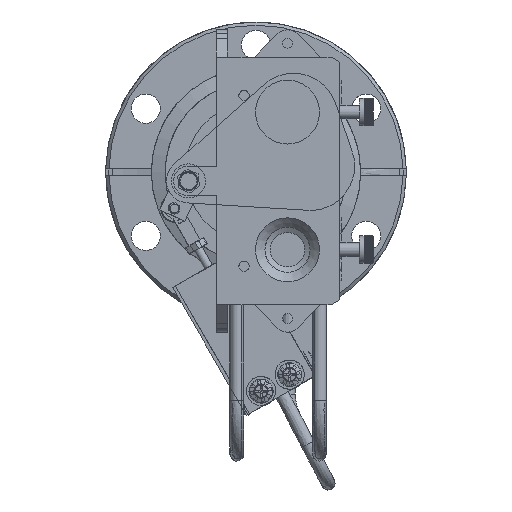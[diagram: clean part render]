
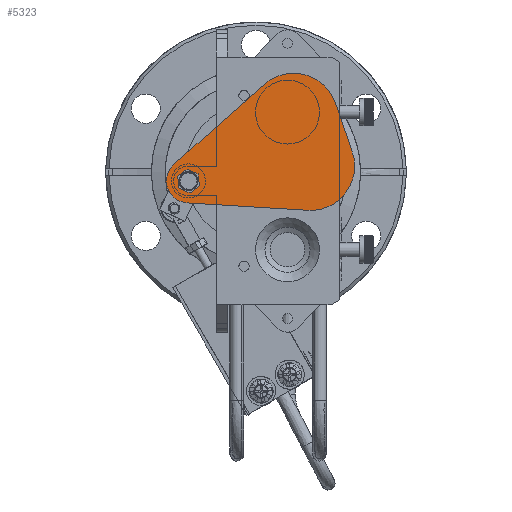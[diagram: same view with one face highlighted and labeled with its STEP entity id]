
A CAD part, front view. The second image highlights one B-rep face of the part: STEP entity #5323.
In plain terms, the highlighted planar face has unit normal (0, -1, 0).
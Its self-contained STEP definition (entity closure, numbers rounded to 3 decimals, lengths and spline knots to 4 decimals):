
#5323=ADVANCED_FACE('',(#14515,#14516),#7357,.F.);
#7357=PLANE('',#40715);
#9610=LINE('',#61765,#12593);
#9614=LINE('',#61777,#12597);
#9618=LINE('',#61789,#12601);
#9620=LINE('',#61793,#12603);
#9621=LINE('',#61796,#12604);
#9622=LINE('',#61798,#12605);
#9623=LINE('',#61800,#12606);
#9624=LINE('',#61802,#12607);
#9625=LINE('',#61804,#12608);
#12593=VECTOR('',#48172,1.);
#12597=VECTOR('',#48184,1.);
#12601=VECTOR('',#48196,1.);
#12603=VECTOR('',#48202,1.);
#12604=VECTOR('',#48203,1.);
#12605=VECTOR('',#48204,1.);
#12606=VECTOR('',#48205,1.);
#12607=VECTOR('',#48206,1.);
#12608=VECTOR('',#48207,1.);
#14515=FACE_BOUND('',#16255,.T.);
#14516=FACE_BOUND('',#16256,.T.);
#16255=EDGE_LOOP('',(#22790,#22791,#22792,#22793,#22794,#22795));
#16256=EDGE_LOOP('',(#22796,#22797,#22798,#22799,#22800,#22801));
#22790=ORIENTED_EDGE('',*,*,#34098,.T.);
#22791=ORIENTED_EDGE('',*,*,#34099,.T.);
#22792=ORIENTED_EDGE('',*,*,#34100,.T.);
#22793=ORIENTED_EDGE('',*,*,#34101,.T.);
#22794=ORIENTED_EDGE('',*,*,#34102,.T.);
#22795=ORIENTED_EDGE('',*,*,#34103,.T.);
#22796=ORIENTED_EDGE('',*,*,#34080,.F.);
#22797=ORIENTED_EDGE('',*,*,#34096,.F.);
#22798=ORIENTED_EDGE('',*,*,#34093,.F.);
#22799=ORIENTED_EDGE('',*,*,#34090,.F.);
#22800=ORIENTED_EDGE('',*,*,#34087,.F.);
#22801=ORIENTED_EDGE('',*,*,#34084,.F.);
#29917=VERTEX_POINT('',#61757);
#29918=VERTEX_POINT('',#61758);
#29921=VERTEX_POINT('',#61766);
#29923=VERTEX_POINT('',#61772);
#29925=VERTEX_POINT('',#61778);
#29927=VERTEX_POINT('',#61784);
#29929=VERTEX_POINT('',#61794);
#29930=VERTEX_POINT('',#61795);
#29931=VERTEX_POINT('',#61797);
#29932=VERTEX_POINT('',#61799);
#29933=VERTEX_POINT('',#61801);
#29934=VERTEX_POINT('',#61803);
#34080=EDGE_CURVE('',#29917,#29918,#37784,.T.);
#34084=EDGE_CURVE('',#29918,#29921,#9610,.T.);
#34087=EDGE_CURVE('',#29921,#29923,#37786,.T.);
#34090=EDGE_CURVE('',#29923,#29925,#9614,.T.);
#34093=EDGE_CURVE('',#29925,#29927,#37788,.T.);
#34096=EDGE_CURVE('',#29927,#29917,#9618,.T.);
#34098=EDGE_CURVE('',#29929,#29930,#9620,.T.);
#34099=EDGE_CURVE('',#29930,#29931,#9621,.T.);
#34100=EDGE_CURVE('',#29931,#29932,#9622,.T.);
#34101=EDGE_CURVE('',#29932,#29933,#9623,.T.);
#34102=EDGE_CURVE('',#29933,#29934,#9624,.T.);
#34103=EDGE_CURVE('',#29934,#29929,#9625,.T.);
#37784=CIRCLE('',#40702,0.4);
#37786=CIRCLE('',#40706,0.2);
#37788=CIRCLE('',#40710,0.4);
#40702=AXIS2_PLACEMENT_3D('',#61756,#48164,#48165);
#40706=AXIS2_PLACEMENT_3D('',#61771,#48177,#48178);
#40710=AXIS2_PLACEMENT_3D('',#61783,#48189,#48190);
#40715=AXIS2_PLACEMENT_3D('',#61805,#48208,#48209);
#48164=DIRECTION('',(0.,1.,0.));
#48165=DIRECTION('',(0.998,0.,-0.061));
#48172=DIRECTION('',(-0.998,0.,0.061));
#48177=DIRECTION('',(0.,1.,0.));
#48178=DIRECTION('',(0.998,0.,-0.061));
#48184=DIRECTION('',(0.749,0.,0.663));
#48189=DIRECTION('',(0.,1.,0.));
#48190=DIRECTION('',(0.998,0.,-0.061));
#48196=DIRECTION('',(0.326,0.,-0.945));
#48202=DIRECTION('',(-0.924,0.,0.383));
#48203=DIRECTION('',(-0.13,0.,0.991));
#48204=DIRECTION('',(0.794,0.,0.608));
#48205=DIRECTION('',(0.924,0.,-0.383));
#48206=DIRECTION('',(0.13,0.,-0.991));
#48207=DIRECTION('',(-0.794,0.,-0.608));
#48208=DIRECTION('',(0.,1.,0.));
#48209=DIRECTION('',(0.998,0.,-0.061));
#61756=CARTESIAN_POINT('',(0.4963,-25.295,0.054));
#61757=CARTESIAN_POINT('',(0.8743,-25.295,0.1846));
#61758=CARTESIAN_POINT('',(0.4719,-25.295,-0.3452));
#61765=CARTESIAN_POINT('',(0.4719,-25.295,-0.3452));
#61766=CARTESIAN_POINT('',(-0.6261,-25.295,-0.2782));
#61771=CARTESIAN_POINT('',(-0.6139,-25.295,-0.0785));
#61772=CARTESIAN_POINT('',(-0.7464,-25.295,0.0713));
#61777=CARTESIAN_POINT('',(-0.7464,-25.295,0.0713));
#61778=CARTESIAN_POINT('',(0.0771,-25.295,0.7999));
#61783=CARTESIAN_POINT('',(0.3422,-25.295,0.5003));
#61784=CARTESIAN_POINT('',(0.7203,-25.295,0.6308));
#61789=CARTESIAN_POINT('',(0.7203,-25.295,0.6308));
#61793=CARTESIAN_POINT('',(0.2502,-25.295,-0.5393));
#61794=CARTESIAN_POINT('',(-0.5984,-25.295,-0.1874));
#61795=CARTESIAN_POINT('',(-0.6982,-25.295,-0.1461));
#61796=CARTESIAN_POINT('',(-0.7038,-25.295,-0.1035));
#61797=CARTESIAN_POINT('',(-0.7122,-25.295,-0.039));
#61798=CARTESIAN_POINT('',(0.0938,-25.295,0.579));
#61799=CARTESIAN_POINT('',(-0.6265,-25.295,0.0267));
#61800=CARTESIAN_POINT('',(0.3218,-25.295,-0.3666));
#61801=CARTESIAN_POINT('',(-0.5268,-25.295,-0.0147));
#61802=CARTESIAN_POINT('',(-0.5184,-25.295,-0.0791));
#61803=CARTESIAN_POINT('',(-0.5128,-25.295,-0.1217));
#61804=CARTESIAN_POINT('',(0.2076,-25.295,0.4306));
#61805=CARTESIAN_POINT('',(0.4963,-25.295,0.054));
